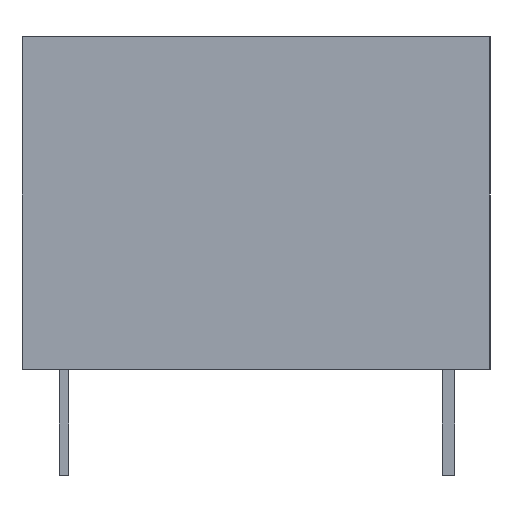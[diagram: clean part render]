
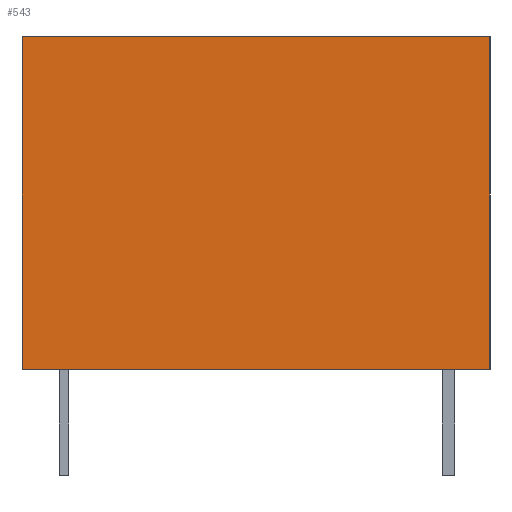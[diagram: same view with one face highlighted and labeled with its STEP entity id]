
A CAD part, left-side view. The second image highlights one B-rep face of the part: STEP entity #543.
In plain terms, the highlighted planar face has unit normal (-1, 0, 0).
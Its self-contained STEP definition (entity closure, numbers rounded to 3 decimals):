
#29=FACE_OUTER_BOUND('',#64,.T.);
#64=EDGE_LOOP('',(#379,#380,#381,#382));
#107=LINE('',#799,#179);
#108=LINE('',#801,#180);
#109=LINE('',#803,#181);
#110=LINE('',#804,#182);
#179=VECTOR('',#652,10.);
#180=VECTOR('',#653,10.);
#181=VECTOR('',#654,10.);
#182=VECTOR('',#655,10.);
#247=VERTEX_POINT('',#797);
#248=VERTEX_POINT('',#798);
#249=VERTEX_POINT('',#800);
#250=VERTEX_POINT('',#802);
#299=EDGE_CURVE('',#247,#248,#107,.T.);
#300=EDGE_CURVE('',#247,#249,#108,.T.);
#301=EDGE_CURVE('',#250,#249,#109,.T.);
#302=EDGE_CURVE('',#248,#250,#110,.T.);
#379=ORIENTED_EDGE('',*,*,#299,.F.);
#380=ORIENTED_EDGE('',*,*,#300,.T.);
#381=ORIENTED_EDGE('',*,*,#301,.F.);
#382=ORIENTED_EDGE('',*,*,#302,.F.);
#508=PLANE('',#596);
#543=ADVANCED_FACE('',(#29),#508,.T.);
#596=AXIS2_PLACEMENT_3D('',#796,#650,#651);
#650=DIRECTION('center_axis',(-1.,0.,0.));
#651=DIRECTION('ref_axis',(0.,-1.,0.));
#652=DIRECTION('',(0.,1.,0.));
#653=DIRECTION('',(0.,0.,1.));
#654=DIRECTION('',(0.,-1.,0.));
#655=DIRECTION('',(0.,0.,1.));
#796=CARTESIAN_POINT('Origin',(-12.765,9.008,0.));
#797=CARTESIAN_POINT('',(-12.765,-6.452,0.));
#798=CARTESIAN_POINT('',(-12.765,9.008,0.));
#799=CARTESIAN_POINT('',(-12.765,-6.452,0.));
#800=CARTESIAN_POINT('',(-12.765,-6.452,11.));
#801=CARTESIAN_POINT('',(-12.765,-6.452,0.));
#802=CARTESIAN_POINT('',(-12.765,9.008,11.));
#803=CARTESIAN_POINT('',(-12.765,-6.452,11.));
#804=CARTESIAN_POINT('',(-12.765,9.008,0.));
